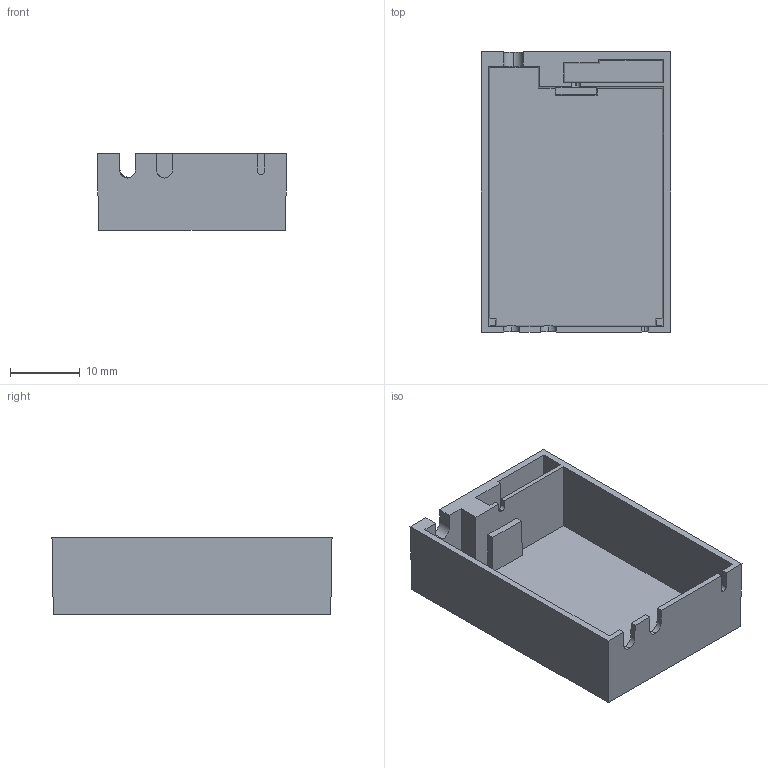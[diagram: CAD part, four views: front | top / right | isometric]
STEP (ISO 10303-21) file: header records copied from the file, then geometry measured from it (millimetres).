
FILE_DESCRIPTION (( 'STEP AP214' ), '1' );
FILE_NAME ('郋え碟赽俋褲-羲耀-20220705.STEP', '2022-07-05T07:48:40', ( '' ), ( '' ), 'SwSTEP 2.0', 'SolidWorks 2016', '' );
FILE_SCHEMA (( 'AUTOMOTIVE_DESIGN' ));
Length unit declared in the file: millimetre
Products named in the file (1): 郋え碟赽俋褲-羲耀-20220705
Bounding box: 27.18 x 40.18 x 11 mm (x, y, z)
Volume: 2526.8 mm3; surface area: 5209.7 mm2
Topology: 1 solids, 1 shells, 54 faces, 156 edges, 104 vertices
Faces by surface type: plane 44, cylinder 10
Entity records: 1774 total; most frequent: CARTESIAN_POINT 375, ORIENTED_EDGE 312, DIRECTION 246, EDGE_CURVE 156, LINE 136, VECTOR 136, VERTEX_POINT 104, AXIS2_PLACEMENT_3D 55
